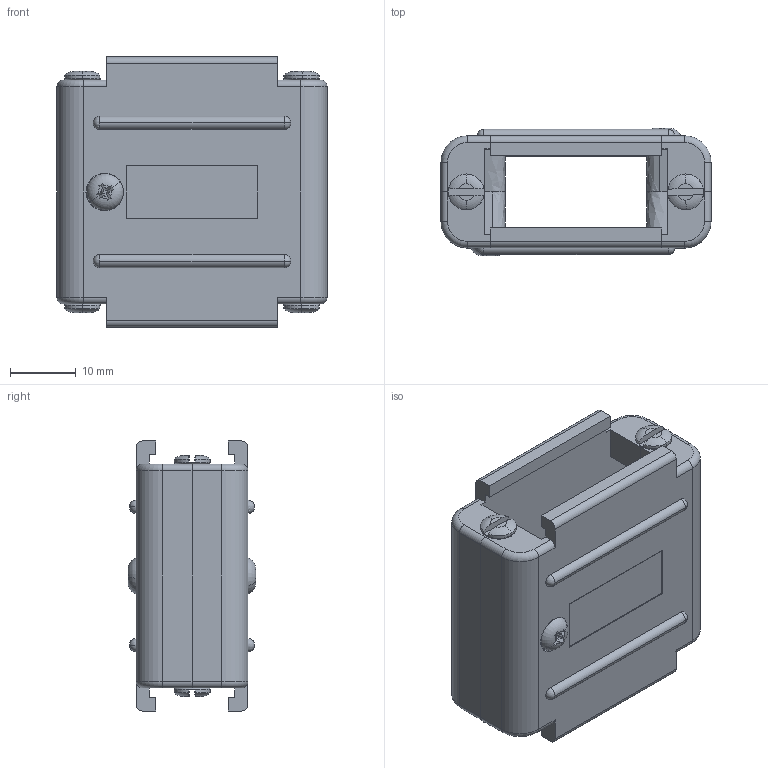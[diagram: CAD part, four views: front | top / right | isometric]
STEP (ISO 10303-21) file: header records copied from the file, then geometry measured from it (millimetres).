
FILE_DESCRIPTION (( 'STEP AP214' ), '1' );
FILE_NAME ('6688-9357.STEP', '2022-05-16T14:12:57', ( '' ), ( '' ), 'SwSTEP 2.0', 'SolidWorks 2021', '' );
FILE_SCHEMA (( 'AUTOMOTIVE_DESIGN' ));
Length unit declared in the file: millimetre
Products named in the file (5): 6855-0107-01; 6811-0106-01; 6855-0108-01; 6688-9357; 6859-0105-02
Assembly tree (12 placements, depth 2):
  6688-9357
    6811-0106-01  x2
    6855-0108-01  x4
    6859-0105-02  x4
    6855-0107-01  x2
Bounding box: 41 x 19.4 x 41 mm (x, y, z)
Volume: 9972.9 mm3; surface area: 11384.3 mm2
Topology: 12 solids, 12 shells, 398 faces, 1054 edges, 682 vertices
Faces by surface type: plane 218, cylinder 104, torus 40, cone 20, sphere 12, bspline 4
Entity records: 5742 total; most frequent: CARTESIAN_POINT 1129, DIRECTION 940, ORIENTED_EDGE 912, EDGE_CURVE 456, AXIS2_PLACEMENT_3D 322, VERTEX_POINT 301, VECTOR 296, LINE 296
